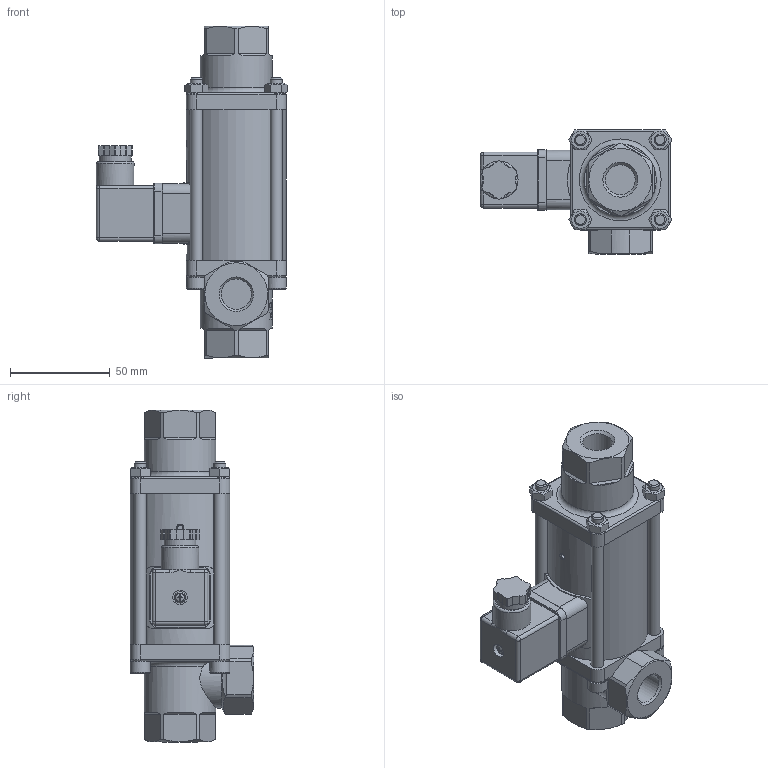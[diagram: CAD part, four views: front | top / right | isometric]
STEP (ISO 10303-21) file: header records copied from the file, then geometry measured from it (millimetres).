
FILE_DESCRIPTION(/* description */ (''),/* implementation_level */ '2;1');
FILE_NAME(/* name */ 'Typ 370 DN10 G38.stp',/* time_stamp */ '2023-01-18T14:43:13+01:00',/* author */ ('dzuern'),/* organization */ (''),/* preprocessor_version */ 'ST-DEVELOPER v18.1',/* originating_system */ 'Autodesk Inventor 2021',/* authorisation */ '');
FILE_SCHEMA (('AUTOMOTIVE_DESIGN { 1 0 10303 214 3 1 1 }'));
Length unit declared in the file: millimetre
Products named in the file (1): BG-93700006_Shrinkwrap_1
Bounding box: 95.97 x 62 x 166.5 mm (x, y, z)
Volume: 322417.9 mm3; surface area: 50204.8 mm2
Topology: 1 solids, 1 shells, 512 faces, 1350 edges, 868 vertices
Faces by surface type: plane 249, cylinder 106, bspline 83, cone 37, torus 32, sphere 5
Full cylindrical faces by diameter (mm): 2.5 x1, 3.242 x2, 6 x8, 6.5 x8, 7.2 x1, 10 x4, 14.95 x1, 15.25 x2, 16 x1, 18.9 x1, 36 x2, 50 x1
Entity records: 25419 total; most frequent: CARTESIAN_POINT 12919, ORIENTED_EDGE 2678, DIRECTION 2218, EDGE_CURVE 1339, VERTEX_POINT 868, AXIS2_PLACEMENT_3D 820, LINE 578, VECTOR 578
